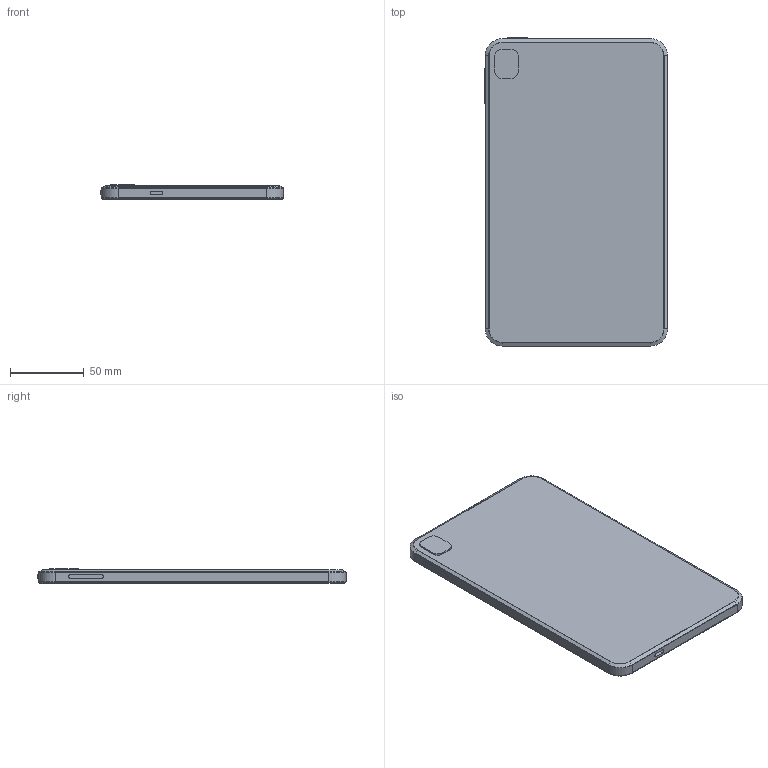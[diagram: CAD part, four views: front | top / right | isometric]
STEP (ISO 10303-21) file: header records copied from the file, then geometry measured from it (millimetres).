
FILE_DESCRIPTION(/* description */ (''),/* implementation_level */ '2;1');
FILE_NAME(/* name */ 'Nokia_T10.step',/* time_stamp */ '2026-01-01T21:41:38+01:00',/* author */ (''),/* organization */ (''),/* preprocessor_version */ 'ST-DEVELOPER v20.1',/* originating_system */ 'Autodesk Translation Framework v14.21.0.0',/* authorisation */ '');
FILE_SCHEMA (('AUTOMOTIVE_DESIGN { 1 0 10303 214 3 1 1 }'));
Length unit declared in the file: millimetre
Products named in the file (2): TabletHolderAssembly_NokiaT10; Nokia_T10
Assembly tree (1 placements, depth 2):
  TabletHolderAssembly_NokiaT10
    Nokia_T10
Bounding box: 124.35 x 209.15 x 10.15 mm (x, y, z)
Volume: 233926.1 mm3; surface area: 56453.6 mm2
Topology: 1 solids, 1 shells, 82 faces, 180 edges, 104 vertices
Faces by surface type: cylinder 30, plane 28, torus 16, cone 8
Entity records: 2277 total; most frequent: DIRECTION 434, CARTESIAN_POINT 369, ORIENTED_EDGE 360, EDGE_CURVE 180, AXIS2_PLACEMENT_3D 169, VERTEX_POINT 104, LINE 96, VECTOR 96
